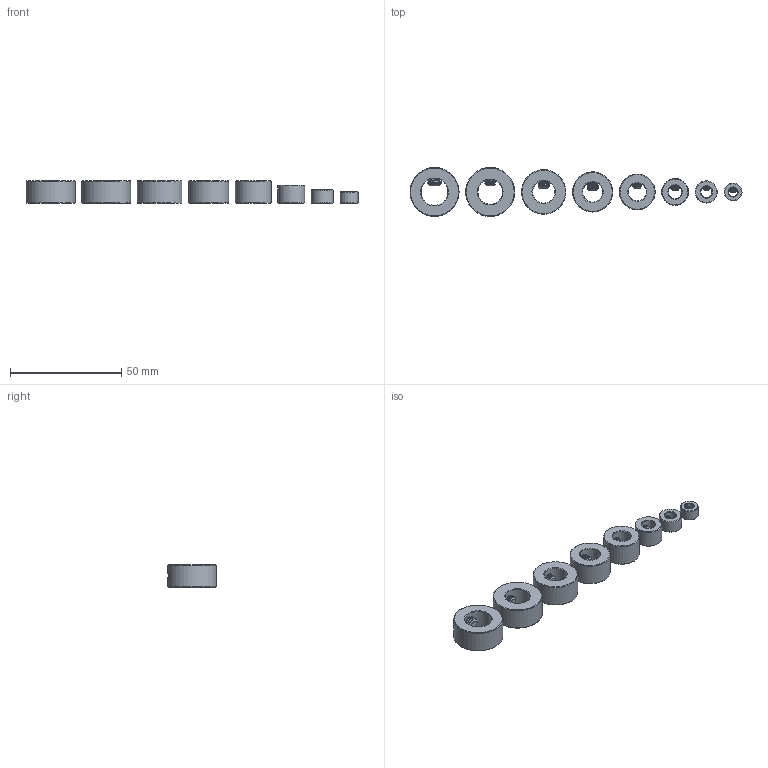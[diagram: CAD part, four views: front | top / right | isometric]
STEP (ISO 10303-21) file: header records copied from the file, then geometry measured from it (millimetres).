
FILE_DESCRIPTION(/* description */ (''),/* implementation_level */ '2;1');
FILE_NAME(/* name */ 'Adjusting Rings ACCU.step',/* time_stamp */ '2021-08-09T14:34:06+01:00',/* author */ (''),/* organization */ (''),/* preprocessor_version */ 'ST-DEVELOPER v18.1',/* originating_system */ 'Autodesk Translation Framework v10.9.0.1377',/* authorisation */ '');
FILE_SCHEMA (('AUTOMOTIVE_DESIGN { 1 0 10303 214 3 1 1 }'));
Length unit declared in the file: millimetre
Products named in the file (14): Lock Collars / Adjusting Rings ACCU; Component1; Component2; Component3; Component5; Component6; Component7; Component8; Component9; 92605A650_STAINLESS STEEL FLAT-TIP SET SCREW; 92605A111; 92605A112; 92605A231; 92605A127
Assembly tree (16 placements, depth 2):
  Lock Collars / Adjusting Rings ACCU
    Component1
    Component2
    Component3
    Component5
    Component6
    Component7
    Component8
    Component9
    92605A650_STAINLESS STEEL FLAT-TIP SET SCREW  x2
    92605A111
    92605A112
    92605A231  x3
    92605A127
Bounding box: 149 x 22 x 10 mm (x, y, z)
Volume: 12719.5 mm3; surface area: 9563.4 mm2
Topology: 16 solids, 16 shells, 406 faces, 930 edges, 556 vertices
Faces by surface type: cylinder 149, plane 128, cone 104, bspline 25
Full cylindrical faces by diameter (mm): 2.35 x14, 2.529 x2, 3 x10, 3.091 x7, 3.332 x2, 4 x11, 4.03 x24, 4.234 x3, 4.701 x7, 5 x22, 5.035 x1, 6 x6, 8 x2, 9 x1, 10 x2, 11 x1, 12 x2, 16 x1, 18 x1, 20 x1, 22 x2
Entity records: 15377 total; most frequent: CARTESIAN_POINT 9241, ORIENTED_EDGE 1232, DIRECTION 1128, EDGE_CURVE 616, AXIS2_PLACEMENT_3D 450, VERTEX_POINT 369, EDGE_LOOP 315, FACE_OUTER_BOUND 278
